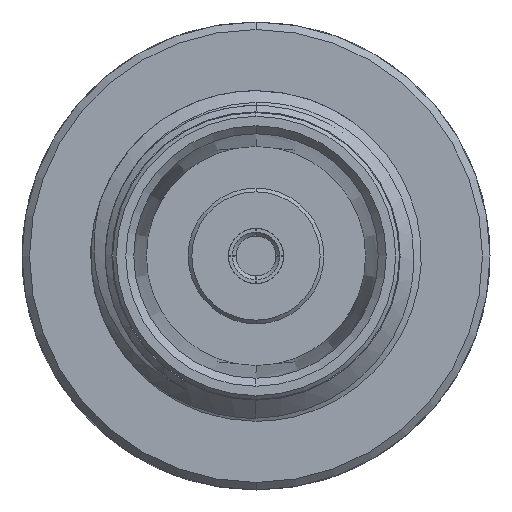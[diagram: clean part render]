
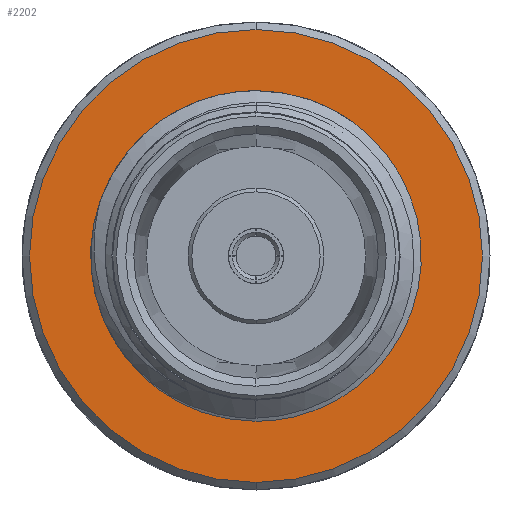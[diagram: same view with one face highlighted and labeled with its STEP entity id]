
A CAD part, left-side view. The second image highlights one B-rep face of the part: STEP entity #2202.
In plain terms, the highlighted planar face has unit normal (-1, 0, 0).
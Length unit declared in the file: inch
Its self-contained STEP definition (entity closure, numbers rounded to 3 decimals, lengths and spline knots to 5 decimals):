
#65 = FACE_BOUND ( 'NONE', #1302, .T. ) ;
#101 = CARTESIAN_POINT ( 'NONE',  ( 0.46865, 0., 0.3 ) ) ;
#371 = CARTESIAN_POINT ( 'NONE',  ( 0.46865, 0., 0.19 ) ) ;
#541 = DIRECTION ( 'NONE',  ( -1., 0., 0. ) ) ;
#976 = VERTEX_POINT ( 'NONE', #2749 ) ;
#1202 = EDGE_CURVE ( 'NONE', #976, #8613, #2150, .T. ) ;
#1302 = EDGE_LOOP ( 'NONE', ( #5871, #2393 ) ) ;
#1331 = DIRECTION ( 'NONE',  ( -1., 0., 0. ) ) ;
#2024 = VERTEX_POINT ( 'NONE', #8290 ) ;
#2150 = CIRCLE ( 'NONE', #8003, 0.3 ) ;
#2202 = ADVANCED_FACE ( 'NONE', ( #65, #6286 ), #2853, .T. ) ;
#2393 = ORIENTED_EDGE ( 'NONE', *, *, #4826, .T. ) ;
#2488 = CIRCLE ( 'NONE', #2925, 0.19 ) ;
#2546 = VERTEX_POINT ( 'NONE', #371 ) ;
#2749 = CARTESIAN_POINT ( 'NONE',  ( 0.46865, 0., -0.3 ) ) ;
#2802 = CARTESIAN_POINT ( 'NONE',  ( 0.46865, 0., 0. ) ) ;
#2853 = PLANE ( 'NONE',  #4951 ) ;
#2925 = AXIS2_PLACEMENT_3D ( 'NONE', #7165, #7300, #4506 ) ;
#2933 = EDGE_CURVE ( 'NONE', #2024, #2546, #2488, .T. ) ;
#3161 = AXIS2_PLACEMENT_3D ( 'NONE', #3475, #8923, #3434 ) ;
#3246 = CIRCLE ( 'NONE', #8193, 0.3 ) ;
#3308 = CARTESIAN_POINT ( 'NONE',  ( 0.46865, 0., 0. ) ) ;
#3434 = DIRECTION ( 'NONE',  ( 0., 0., 1. ) ) ;
#3475 = CARTESIAN_POINT ( 'NONE',  ( 0.46865, 0., 0. ) ) ;
#4271 = ORIENTED_EDGE ( 'NONE', *, *, #1202, .T. ) ;
#4506 = DIRECTION ( 'NONE',  ( 0., 0., 1. ) ) ;
#4826 = EDGE_CURVE ( 'NONE', #2546, #2024, #5629, .T. ) ;
#4951 = AXIS2_PLACEMENT_3D ( 'NONE', #2802, #5595, #8429 ) ;
#5120 = EDGE_LOOP ( 'NONE', ( #4271, #8286 ) ) ;
#5595 = DIRECTION ( 'NONE',  ( -1., 0., 0. ) ) ;
#5629 = CIRCLE ( 'NONE', #3161, 0.19 ) ;
#5871 = ORIENTED_EDGE ( 'NONE', *, *, #2933, .T. ) ;
#6077 = DIRECTION ( 'NONE',  ( 0., 0., 1. ) ) ;
#6286 = FACE_OUTER_BOUND ( 'NONE', #5120, .T. ) ;
#7165 = CARTESIAN_POINT ( 'NONE',  ( 0.46865, 0., 0. ) ) ;
#7300 = DIRECTION ( 'NONE',  ( 1., 0., 0. ) ) ;
#8003 = AXIS2_PLACEMENT_3D ( 'NONE', #3308, #1331, #8235 ) ;
#8193 = AXIS2_PLACEMENT_3D ( 'NONE', #8898, #541, #6077 ) ;
#8198 = EDGE_CURVE ( 'NONE', #8613, #976, #3246, .T. ) ;
#8235 = DIRECTION ( 'NONE',  ( 0., 0., 1. ) ) ;
#8286 = ORIENTED_EDGE ( 'NONE', *, *, #8198, .T. ) ;
#8290 = CARTESIAN_POINT ( 'NONE',  ( 0.46865, 0., -0.19 ) ) ;
#8429 = DIRECTION ( 'NONE',  ( 0., 0., 1. ) ) ;
#8613 = VERTEX_POINT ( 'NONE', #101 ) ;
#8898 = CARTESIAN_POINT ( 'NONE',  ( 0.46865, 0., 0. ) ) ;
#8923 = DIRECTION ( 'NONE',  ( 1., 0., 0. ) ) ;
